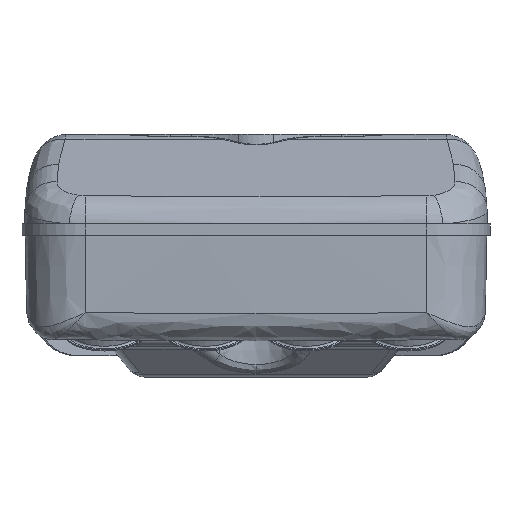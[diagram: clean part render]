
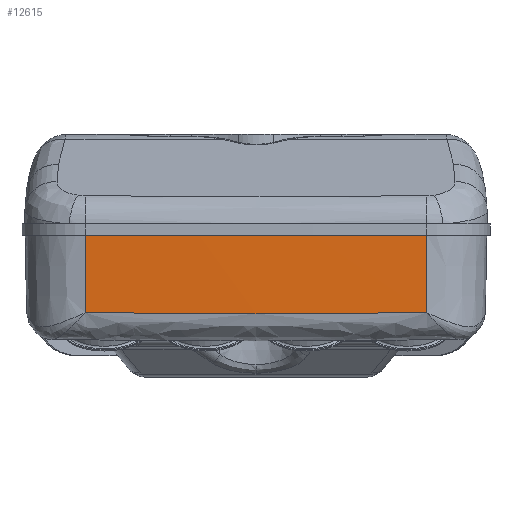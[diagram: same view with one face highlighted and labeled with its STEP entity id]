
A CAD part, top view. The second image highlights one B-rep face of the part: STEP entity #12615.
In plain terms, the highlighted conical face has half-angle 1 degrees and reference radius 7020.17 mm.
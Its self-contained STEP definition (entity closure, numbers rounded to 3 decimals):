
#11208=CARTESIAN_POINT('',(132.429,-60.088,276.913));
#11209=VERTEX_POINT('',#11208);
#11624=CARTESIAN_POINT('',(-132.429,-60.088,276.913));
#11625=VERTEX_POINT('',#11624);
#11626=CARTESIAN_POINT('',(-0.0,-60.772,278.151));
#11627=VERTEX_POINT('',#11626);
#11628=CARTESIAN_POINT('',(-132.429,-60.088,276.913));
#11629=CARTESIAN_POINT('',(-110.36,-60.316,277.326));
#11630=CARTESIAN_POINT('',(-88.289,-60.487,277.635));
#11631=CARTESIAN_POINT('',(-44.145,-60.715,278.047));
#11632=CARTESIAN_POINT('',(-22.073,-60.772,278.151));
#11633=CARTESIAN_POINT('',(-0.0,-60.772,278.151));
#11634=B_SPLINE_CURVE_WITH_KNOTS('',3,(#11628,#11629,#11630,#11631,#11632,#11633),.UNSPECIFIED.,.F.,.U.,
 (4,2,4),(0.0,0.5,1.0),.UNSPECIFIED.);
#11635=EDGE_CURVE('n� 6271',#11625,#11627,#11634,.T.);
#11786=CARTESIAN_POINT('',(0.0,-60.772,278.151));
#11787=CARTESIAN_POINT('',(22.073,-60.772,278.151));
#11788=CARTESIAN_POINT('',(44.145,-60.715,278.047));
#11789=CARTESIAN_POINT('',(88.289,-60.487,277.635));
#11790=CARTESIAN_POINT('',(110.36,-60.316,277.326));
#11791=CARTESIAN_POINT('',(132.429,-60.088,276.913));
#11792=B_SPLINE_CURVE_WITH_KNOTS('',3,(#11786,#11787,#11788,#11789,#11790,#11791),.UNSPECIFIED.,.F.,.U.,
 (4,2,4),(0.0,0.5,1.0),.UNSPECIFIED.);
#11793=EDGE_CURVE('n� 6302',#11627,#11209,#11792,.T.);
#12566=CARTESIAN_POINT('',(132.449,0.0,277.962));
#12567=VERTEX_POINT('',#12566);
#12575=CARTESIAN_POINT('',(132.449,0.0,277.962));
#12576=DIRECTION('',(0.,1.,0.017));
#12577=VECTOR('',#12576,1.0);
#12578=LINE('',#12575,#12577);
#12579=EDGE_CURVE('n� 6301',#11209,#12567,#12578,.T.);
#12590=CARTESIAN_POINT('',(-132.449,0.0,277.962));
#12591=VERTEX_POINT('',#12590);
#12592=CARTESIAN_POINT('',(0.0,0.0,-6740.959));
#12593=DIRECTION('',(0.0,-1.0,-0.0));
#12594=DIRECTION('',(0.0,-0.0,1.0));
#12595=AXIS2_PLACEMENT_3D('',#12592,#12593,#12594);
#12596=CIRCLE('',#12595,7020.17);
#12597=EDGE_CURVE('n� 5780',#12567,#12591,#12596,.T.);
#12598=ORIENTED_EDGE('',*,*,#12597,.T.);
#12599=CARTESIAN_POINT('',(-132.449,0.0,277.962));
#12600=DIRECTION('',(0.,1.,0.017));
#12601=VECTOR('',#12600,1.0);
#12602=LINE('',#12599,#12601);
#12603=EDGE_CURVE('n� 6233',#11625,#12591,#12602,.T.);
#12604=ORIENTED_EDGE('',*,*,#12603,.F.);
#12605=ORIENTED_EDGE('',*,*,#11635,.T.);
#12606=ORIENTED_EDGE('',*,*,#11793,.T.);
#12607=ORIENTED_EDGE('',*,*,#12579,.T.);
#12608=EDGE_LOOP('',(#12598,#12604,#12605,#12606,#12607));
#12609=FACE_OUTER_BOUND('',#12608,.T.);
#12610=CARTESIAN_POINT('',(0.0,-0.0,-6740.959));
#12611=DIRECTION('',(-0.0,1.0,0.0));
#12612=DIRECTION('',(0.0,-0.0,1.0));
#12613=AXIS2_PLACEMENT_3D('',#12610,#12611,#12612);
#12614=CONICAL_SURFACE('',#12613,7020.17,0.017);
#12615=ADVANCED_FACE('n� 6265',(#12609),#12614,.T.);
